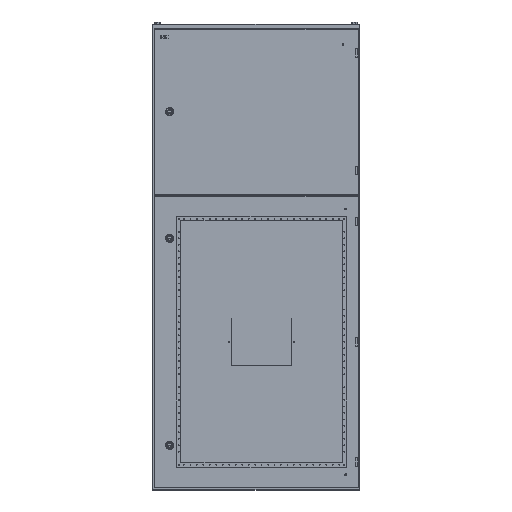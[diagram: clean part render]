
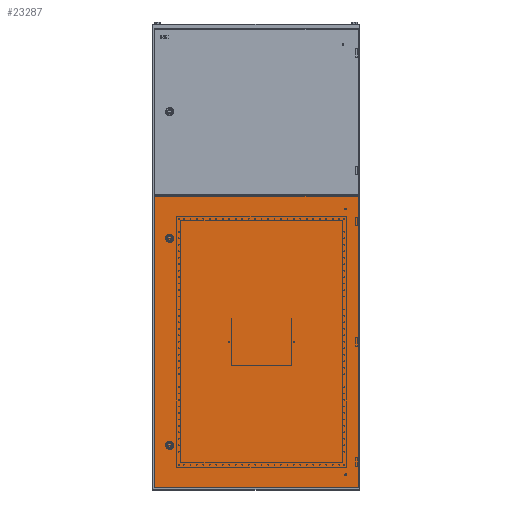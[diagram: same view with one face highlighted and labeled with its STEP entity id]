
A CAD part, top view. The second image highlights one B-rep face of the part: STEP entity #23287.
In plain terms, the highlighted planar face has unit normal (0, 0, 1).
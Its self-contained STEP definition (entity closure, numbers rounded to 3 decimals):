
#882 = EDGE_CURVE ( 'NONE', #34258, #24692, #58448, .T. ) ;
#3869 = DIRECTION ( 'NONE',  ( 0., 0., 1. ) ) ;
#4696 = DIRECTION ( 'NONE',  ( 0., 0., 1. ) ) ;
#5423 = CIRCLE ( 'NONE', #36964, 1.5 ) ;
#6083 = EDGE_LOOP ( 'NONE', ( #20595, #29006 ) ) ;
#7300 = CARTESIAN_POINT ( 'NONE',  ( 790.5, -563.5, 0. ) ) ;
#8055 = DIRECTION ( 'NONE',  ( 1., 0., 0. ) ) ;
#8716 = CARTESIAN_POINT ( 'NONE',  ( 60., 400., 0. ) ) ;
#10605 = ORIENTED_EDGE ( 'NONE', *, *, #49942, .F. ) ;
#13638 = CARTESIAN_POINT ( 'NONE',  ( 0., 563.5, 0. ) ) ;
#13954 = VECTOR ( 'NONE', #48238, 1000. ) ;
#16052 = DIRECTION ( 'NONE',  ( -1., 0., 0. ) ) ;
#16891 = VERTEX_POINT ( 'NONE', #61648 ) ;
#17028 = DIRECTION ( 'NONE',  ( 1., 0., 0. ) ) ;
#20595 = ORIENTED_EDGE ( 'NONE', *, *, #58316, .F. ) ;
#21264 = EDGE_CURVE ( 'NONE', #16891, #73922, #36500, .T. ) ;
#23157 = ORIENTED_EDGE ( 'NONE', *, *, #23365, .T. ) ;
#23287 = ADVANCED_FACE ( 'NONE', ( #73266, #85408, #24715 ), #81413, .T. ) ;
#23365 = EDGE_CURVE ( 'NONE', #73873, #75052, #56959, .T. ) ;
#23463 = VECTOR ( 'NONE', #8055, 1000. ) ;
#23936 = CARTESIAN_POINT ( 'NONE',  ( 60., -400., 0. ) ) ;
#24692 = VERTEX_POINT ( 'NONE', #7300 ) ;
#24715 = FACE_OUTER_BOUND ( 'NONE', #109222, .T. ) ;
#27597 = CARTESIAN_POINT ( 'NONE',  ( 58.5, 400., 0. ) ) ;
#29006 = ORIENTED_EDGE ( 'NONE', *, *, #100607, .F. ) ;
#30629 = EDGE_CURVE ( 'NONE', #24692, #73873, #97658, .T. ) ;
#33044 = CARTESIAN_POINT ( 'NONE',  ( 790.5, 563.5, 0. ) ) ;
#34160 = CARTESIAN_POINT ( 'NONE',  ( 0., -563.5, 0. ) ) ;
#34258 = VERTEX_POINT ( 'NONE', #34160 ) ;
#36500 = CIRCLE ( 'NONE', #87194, 1.5 ) ;
#36964 = AXIS2_PLACEMENT_3D ( 'NONE', #90284, #47222, #100006 ) ;
#42300 = CARTESIAN_POINT ( 'NONE',  ( 0., -563.5, 0. ) ) ;
#43656 = VECTOR ( 'NONE', #70572, 1000. ) ;
#44068 = CIRCLE ( 'NONE', #84216, 1.5 ) ;
#47222 = DIRECTION ( 'NONE',  ( 0., 0., 1. ) ) ;
#47473 = DIRECTION ( 'NONE',  ( 1., 0., 0. ) ) ;
#48238 = DIRECTION ( 'NONE',  ( -1., 0., 0. ) ) ;
#49942 = EDGE_CURVE ( 'NONE', #73922, #16891, #96654, .T. ) ;
#50384 = CARTESIAN_POINT ( 'NONE',  ( 58.5, -400., 0. ) ) ;
#56229 = CARTESIAN_POINT ( 'NONE',  ( 60., -400., 0. ) ) ;
#56959 = LINE ( 'NONE', #13638, #13954 ) ;
#58074 = ORIENTED_EDGE ( 'NONE', *, *, #21264, .F. ) ;
#58316 = EDGE_CURVE ( 'NONE', #97487, #107492, #44068, .T. ) ;
#58448 = LINE ( 'NONE', #42300, #23463 ) ;
#61648 = CARTESIAN_POINT ( 'NONE',  ( 61.5, -400., 0. ) ) ;
#65328 = DIRECTION ( 'NONE',  ( -1., 0., 0. ) ) ;
#69351 = CARTESIAN_POINT ( 'NONE',  ( 0., 563.5, 0. ) ) ;
#69552 = ORIENTED_EDGE ( 'NONE', *, *, #75797, .T. ) ;
#70059 = AXIS2_PLACEMENT_3D ( 'NONE', #90167, #3869, #47473 ) ;
#70572 = DIRECTION ( 'NONE',  ( 0., 1., 0. ) ) ;
#71312 = CARTESIAN_POINT ( 'NONE',  ( 790.5, 563.5, 0. ) ) ;
#73218 = EDGE_LOOP ( 'NONE', ( #58074, #10605 ) ) ;
#73266 = FACE_BOUND ( 'NONE', #73218, .T. ) ;
#73873 = VERTEX_POINT ( 'NONE', #33044 ) ;
#73922 = VERTEX_POINT ( 'NONE', #50384 ) ;
#75052 = VERTEX_POINT ( 'NONE', #85820 ) ;
#75797 = EDGE_CURVE ( 'NONE', #75052, #34258, #79402, .T. ) ;
#75887 = DIRECTION ( 'NONE',  ( 0., 0., 1. ) ) ;
#76895 = ORIENTED_EDGE ( 'NONE', *, *, #30629, .T. ) ;
#78460 = CARTESIAN_POINT ( 'NONE',  ( 61.5, 400., 0. ) ) ;
#79402 = LINE ( 'NONE', #69351, #93018 ) ;
#81413 = PLANE ( 'NONE',  #70059 ) ;
#84216 = AXIS2_PLACEMENT_3D ( 'NONE', #8716, #103266, #17028 ) ;
#85408 = FACE_BOUND ( 'NONE', #6083, .T. ) ;
#85820 = CARTESIAN_POINT ( 'NONE',  ( 0., 563.5, 0. ) ) ;
#86308 = ORIENTED_EDGE ( 'NONE', *, *, #882, .T. ) ;
#87194 = AXIS2_PLACEMENT_3D ( 'NONE', #56229, #4696, #65328 ) ;
#90167 = CARTESIAN_POINT ( 'NONE',  ( 0., 0., 0. ) ) ;
#90284 = CARTESIAN_POINT ( 'NONE',  ( 60., 400., 0. ) ) ;
#93018 = VECTOR ( 'NONE', #97231, 1000. ) ;
#96654 = CIRCLE ( 'NONE', #97070, 1.5 ) ;
#97070 = AXIS2_PLACEMENT_3D ( 'NONE', #23936, #75887, #16052 ) ;
#97231 = DIRECTION ( 'NONE',  ( 0., -1., 0. ) ) ;
#97487 = VERTEX_POINT ( 'NONE', #78460 ) ;
#97658 = LINE ( 'NONE', #71312, #43656 ) ;
#100006 = DIRECTION ( 'NONE',  ( 1., 0., 0. ) ) ;
#100607 = EDGE_CURVE ( 'NONE', #107492, #97487, #5423, .T. ) ;
#103266 = DIRECTION ( 'NONE',  ( 0., 0., 1. ) ) ;
#107492 = VERTEX_POINT ( 'NONE', #27597 ) ;
#109222 = EDGE_LOOP ( 'NONE', ( #69552, #86308, #76895, #23157 ) ) ;
